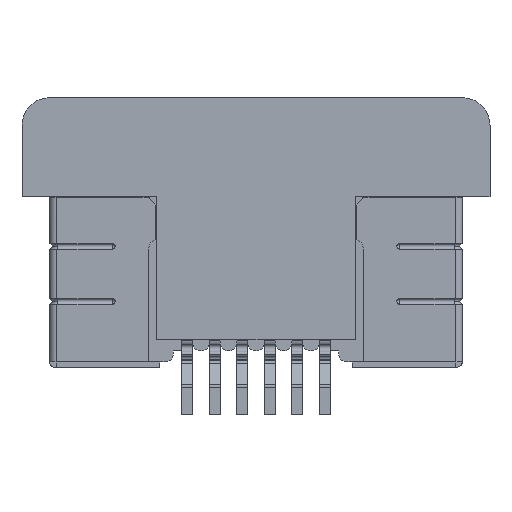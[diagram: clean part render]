
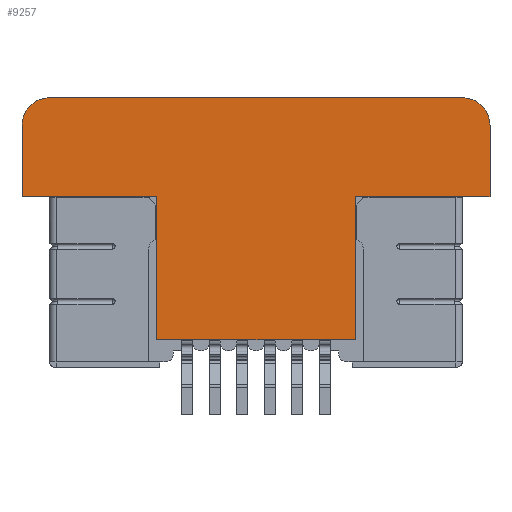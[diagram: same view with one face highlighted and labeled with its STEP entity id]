
A CAD part, front view. The second image highlights one B-rep face of the part: STEP entity #9257.
In plain terms, the highlighted planar face has unit normal (0, -1, 0).
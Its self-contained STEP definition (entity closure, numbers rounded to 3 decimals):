
#174 = VERTEX_POINT ( 'NONE', #4345 ) ;
#228 = VERTEX_POINT ( 'NONE', #19530 ) ;
#245 = CARTESIAN_POINT ( 'NONE',  ( 5.3, -0.9, 3. ) ) ;
#356 = EDGE_LOOP ( 'NONE', ( #17906, #1800, #16316, #17079, #3712, #19526, #1014, #9198, #2132, #7002 ) ) ;
#918 = EDGE_CURVE ( 'NONE', #228, #11692, #10660, .T. ) ;
#929 = DIRECTION ( 'NONE',  ( 0., 0., -1. ) ) ;
#975 = LINE ( 'NONE', #7138, #15426 ) ;
#1014 = ORIENTED_EDGE ( 'NONE', *, *, #13406, .T. ) ;
#1190 = LINE ( 'NONE', #7350, #8875 ) ;
#1753 = VECTOR ( 'NONE', #10071, 1000. ) ;
#1754 = VECTOR ( 'NONE', #17083, 1000. ) ;
#1800 = ORIENTED_EDGE ( 'NONE', *, *, #12987, .F. ) ;
#2132 = ORIENTED_EDGE ( 'NONE', *, *, #13874, .T. ) ;
#2220 = CARTESIAN_POINT ( 'NONE',  ( -0.05, -0.9, 4.3 ) ) ;
#2353 = LINE ( 'NONE', #2467, #9957 ) ;
#2447 = CARTESIAN_POINT ( 'NONE',  ( 7.25, -0.9, 4.3 ) ) ;
#2467 = CARTESIAN_POINT ( 'NONE',  ( -0.75, -0.9, 3. ) ) ;
#2500 = EDGE_CURVE ( 'NONE', #17390, #7404, #19092, .T. ) ;
#2773 = CARTESIAN_POINT ( 'NONE',  ( -0.75, -0.9, 3. ) ) ;
#2974 = DIRECTION ( 'NONE',  ( 0., 0., 1. ) ) ;
#3420 = CARTESIAN_POINT ( 'NONE',  ( -0.75, -0.9, 3. ) ) ;
#3456 = DIRECTION ( 'NONE',  ( 0., 0., -1. ) ) ;
#3644 = CARTESIAN_POINT ( 'NONE',  ( -0.25, -0.9, 4.3 ) ) ;
#3712 = ORIENTED_EDGE ( 'NONE', *, *, #8318, .T. ) ;
#3910 = VERTEX_POINT ( 'NONE', #14388 ) ;
#3914 = AXIS2_PLACEMENT_3D ( 'NONE', #3644, #11321, #3456 ) ;
#4285 = CIRCLE ( 'NONE', #12010, 0.5 ) ;
#4345 = CARTESIAN_POINT ( 'NONE',  ( 5.3, -0.9, 0.4 ) ) ;
#5002 = DIRECTION ( 'NONE',  ( 1., 0., 0. ) ) ;
#5341 = EDGE_CURVE ( 'NONE', #3910, #5464, #18774, .T. ) ;
#5377 = CARTESIAN_POINT ( 'NONE',  ( -0.75, -0.9, 4.3 ) ) ;
#5464 = VERTEX_POINT ( 'NONE', #19572 ) ;
#5949 = VECTOR ( 'NONE', #5002, 1000. ) ;
#6359 = CARTESIAN_POINT ( 'NONE',  ( 7.75, -0.9, 4.3 ) ) ;
#6417 = CARTESIAN_POINT ( 'NONE',  ( 7.75, -0.9, 3. ) ) ;
#6731 = LINE ( 'NONE', #9855, #12806 ) ;
#6912 = DIRECTION ( 'NONE',  ( 1., 0., 0. ) ) ;
#6962 = EDGE_CURVE ( 'NONE', #15817, #9691, #1190, .T. ) ;
#7002 = ORIENTED_EDGE ( 'NONE', *, *, #6962, .T. ) ;
#7138 = CARTESIAN_POINT ( 'NONE',  ( -7.75, -0.9, 3. ) ) ;
#7161 = DIRECTION ( 'NONE',  ( 0., 0., 1. ) ) ;
#7229 = CARTESIAN_POINT ( 'NONE',  ( 1.7, -0.9, 3. ) ) ;
#7350 = CARTESIAN_POINT ( 'NONE',  ( 1.7, -0.9, 9. ) ) ;
#7404 = VERTEX_POINT ( 'NONE', #5377 ) ;
#8318 = EDGE_CURVE ( 'NONE', #11692, #5464, #4285, .T. ) ;
#8592 = FACE_OUTER_BOUND ( 'NONE', #356, .T. ) ;
#8681 = PLANE ( 'NONE',  #14597 ) ;
#8875 = VECTOR ( 'NONE', #13463, 1000. ) ;
#9198 = ORIENTED_EDGE ( 'NONE', *, *, #2500, .F. ) ;
#9257 = ADVANCED_FACE ( 'NONE', ( #8592 ), #8681, .F. ) ;
#9467 = EDGE_CURVE ( 'NONE', #9691, #174, #12872, .T. ) ;
#9691 = VERTEX_POINT ( 'NONE', #16464 ) ;
#9855 = CARTESIAN_POINT ( 'NONE',  ( 5.3, -0.9, 9. ) ) ;
#9957 = VECTOR ( 'NONE', #6912, 1000. ) ;
#9970 = DIRECTION ( 'NONE',  ( 1., 0., 0. ) ) ;
#10071 = DIRECTION ( 'NONE',  ( 0., 0., 1. ) ) ;
#10612 = VERTEX_POINT ( 'NONE', #245 ) ;
#10660 = LINE ( 'NONE', #6417, #12986 ) ;
#11321 = DIRECTION ( 'NONE',  ( 0., -1., 0. ) ) ;
#11692 = VERTEX_POINT ( 'NONE', #6359 ) ;
#12010 = AXIS2_PLACEMENT_3D ( 'NONE', #2447, #14720, #929 ) ;
#12806 = VECTOR ( 'NONE', #12848, 1000. ) ;
#12848 = DIRECTION ( 'NONE',  ( 0., 0., -1. ) ) ;
#12872 = LINE ( 'NONE', #15585, #1754 ) ;
#12986 = VECTOR ( 'NONE', #2974, 1000. ) ;
#12987 = EDGE_CURVE ( 'NONE', #10612, #174, #6731, .T. ) ;
#13406 = EDGE_CURVE ( 'NONE', #3910, #7404, #18692, .T. ) ;
#13463 = DIRECTION ( 'NONE',  ( 0., 0., -1. ) ) ;
#13874 = EDGE_CURVE ( 'NONE', #17390, #15817, #2353, .T. ) ;
#14388 = CARTESIAN_POINT ( 'NONE',  ( -0.25, -0.9, 4.8 ) ) ;
#14597 = AXIS2_PLACEMENT_3D ( 'NONE', #2220, #14790, #7161 ) ;
#14720 = DIRECTION ( 'NONE',  ( 0., -1., 0. ) ) ;
#14790 = DIRECTION ( 'NONE',  ( 0., 1., 0. ) ) ;
#15426 = VECTOR ( 'NONE', #9970, 1000. ) ;
#15585 = CARTESIAN_POINT ( 'NONE',  ( -0.05, -0.9, 0.4 ) ) ;
#15817 = VERTEX_POINT ( 'NONE', #7229 ) ;
#16316 = ORIENTED_EDGE ( 'NONE', *, *, #17029, .T. ) ;
#16464 = CARTESIAN_POINT ( 'NONE',  ( 1.7, -0.9, 0.4 ) ) ;
#17029 = EDGE_CURVE ( 'NONE', #10612, #228, #975, .T. ) ;
#17079 = ORIENTED_EDGE ( 'NONE', *, *, #918, .T. ) ;
#17083 = DIRECTION ( 'NONE',  ( 1., 0., 0. ) ) ;
#17390 = VERTEX_POINT ( 'NONE', #3420 ) ;
#17451 = CARTESIAN_POINT ( 'NONE',  ( -0.75, -0.9, 4.8 ) ) ;
#17906 = ORIENTED_EDGE ( 'NONE', *, *, #9467, .T. ) ;
#18692 = CIRCLE ( 'NONE', #3914, 0.5 ) ;
#18774 = LINE ( 'NONE', #17451, #5949 ) ;
#19092 = LINE ( 'NONE', #2773, #1753 ) ;
#19526 = ORIENTED_EDGE ( 'NONE', *, *, #5341, .F. ) ;
#19530 = CARTESIAN_POINT ( 'NONE',  ( 7.75, -0.9, 3. ) ) ;
#19572 = CARTESIAN_POINT ( 'NONE',  ( 7.25, -0.9, 4.8 ) ) ;
